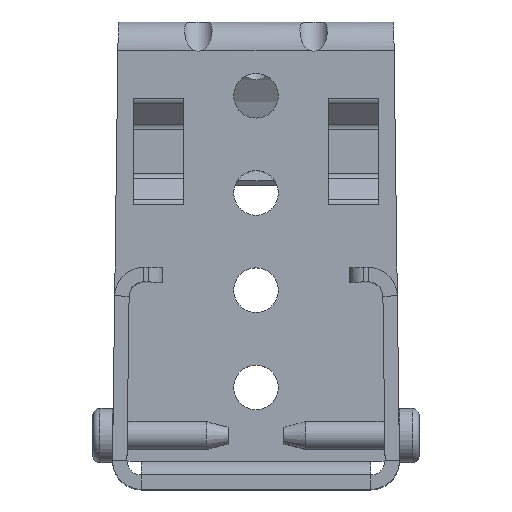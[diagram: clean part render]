
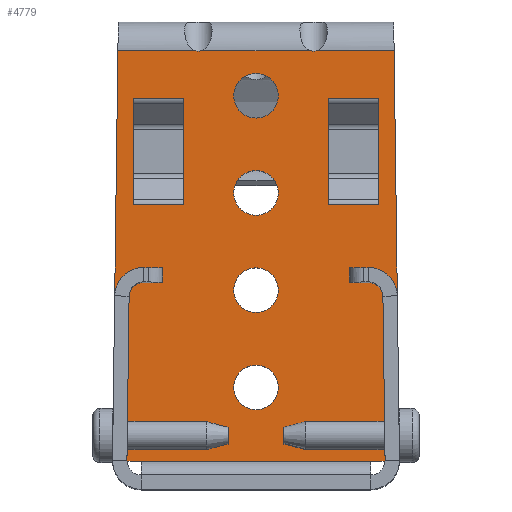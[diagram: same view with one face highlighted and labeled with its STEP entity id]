
A CAD part, top view. The second image highlights one B-rep face of the part: STEP entity #4779.
In plain terms, the highlighted face is planar.
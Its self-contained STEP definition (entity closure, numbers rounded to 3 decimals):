
#107=PLANE('',#5195);
#218=FACE_BOUND('',#758,.T.);
#219=FACE_BOUND('',#759,.T.);
#220=FACE_BOUND('',#760,.T.);
#221=FACE_BOUND('',#761,.T.);
#222=FACE_BOUND('',#762,.T.);
#223=FACE_BOUND('',#763,.T.);
#356=ELLIPSE('',#5077,2.97,2.1);
#358=ELLIPSE('',#5080,2.97,2.1);
#479=FACE_OUTER_BOUND('',#757,.T.);
#757=EDGE_LOOP('',(#3403,#3404,#3405,#3406,#3407,#3408,#3409,#3410,#3411,
#3412));
#758=EDGE_LOOP('',(#3413,#3414,#3415,#3416));
#759=EDGE_LOOP('',(#3417,#3418,#3419,#3420));
#760=EDGE_LOOP('',(#3421,#3422));
#761=EDGE_LOOP('',(#3423,#3424));
#762=EDGE_LOOP('',(#3425,#3426));
#763=EDGE_LOOP('',(#3427,#3428));
#1072=LINE('',#7619,#1444);
#1075=LINE('',#7625,#1447);
#1101=LINE('',#7700,#1473);
#1102=LINE('',#7702,#1474);
#1103=LINE('',#7704,#1475);
#1104=LINE('',#7706,#1476);
#1105=LINE('',#7708,#1477);
#1106=LINE('',#7709,#1478);
#1107=LINE('',#7712,#1479);
#1108=LINE('',#7714,#1480);
#1109=LINE('',#7716,#1481);
#1110=LINE('',#7717,#1482);
#1111=LINE('',#7720,#1483);
#1112=LINE('',#7722,#1484);
#1113=LINE('',#7724,#1485);
#1114=LINE('',#7725,#1486);
#1444=VECTOR('',#5871,1000.);
#1447=VECTOR('',#5878,1000.);
#1473=VECTOR('',#5916,1000.);
#1474=VECTOR('',#5917,1000.);
#1475=VECTOR('',#5918,1000.);
#1476=VECTOR('',#5919,1000.);
#1477=VECTOR('',#5920,1000.);
#1478=VECTOR('',#5921,1000.);
#1479=VECTOR('',#5922,1000.);
#1480=VECTOR('',#5923,1000.);
#1481=VECTOR('',#5924,1000.);
#1482=VECTOR('',#5925,1000.);
#1483=VECTOR('',#5926,1000.);
#1484=VECTOR('',#5927,1000.);
#1485=VECTOR('',#5928,1000.);
#1486=VECTOR('',#5929,1000.);
#1783=CIRCLE('',#5057,3.1);
#1784=CIRCLE('',#5058,3.1);
#1787=CIRCLE('',#5062,3.1);
#1788=CIRCLE('',#5063,3.1);
#1791=CIRCLE('',#5067,3.1);
#1792=CIRCLE('',#5068,3.1);
#1795=CIRCLE('',#5072,3.1);
#1796=CIRCLE('',#5073,3.1);
#1968=VERTEX_POINT('',#6977);
#1969=VERTEX_POINT('',#6978);
#1972=VERTEX_POINT('',#6987);
#1973=VERTEX_POINT('',#6988);
#1976=VERTEX_POINT('',#6997);
#1977=VERTEX_POINT('',#6998);
#1980=VERTEX_POINT('',#7007);
#1981=VERTEX_POINT('',#7008);
#1984=VERTEX_POINT('',#7017);
#1985=VERTEX_POINT('',#7018);
#1988=VERTEX_POINT('',#7068);
#1989=VERTEX_POINT('',#7069);
#2093=VERTEX_POINT('',#7618);
#2123=VERTEX_POINT('',#7699);
#2124=VERTEX_POINT('',#7701);
#2125=VERTEX_POINT('',#7703);
#2126=VERTEX_POINT('',#7705);
#2127=VERTEX_POINT('',#7707);
#2128=VERTEX_POINT('',#7710);
#2129=VERTEX_POINT('',#7711);
#2130=VERTEX_POINT('',#7713);
#2131=VERTEX_POINT('',#7715);
#2132=VERTEX_POINT('',#7718);
#2133=VERTEX_POINT('',#7719);
#2134=VERTEX_POINT('',#7721);
#2135=VERTEX_POINT('',#7723);
#2441=EDGE_CURVE('',#1968,#1969,#1783,.T.);
#2442=EDGE_CURVE('',#1969,#1968,#1784,.T.);
#2446=EDGE_CURVE('',#1972,#1973,#1787,.T.);
#2447=EDGE_CURVE('',#1973,#1972,#1788,.T.);
#2451=EDGE_CURVE('',#1976,#1977,#1791,.T.);
#2452=EDGE_CURVE('',#1977,#1976,#1792,.T.);
#2456=EDGE_CURVE('',#1980,#1981,#1795,.T.);
#2457=EDGE_CURVE('',#1981,#1980,#1796,.T.);
#2461=EDGE_CURVE('',#1984,#1985,#356,.T.);
#2465=EDGE_CURVE('',#1988,#1989,#358,.T.);
#2591=EDGE_CURVE('',#1985,#2093,#1072,.T.);
#2595=EDGE_CURVE('',#1988,#1984,#1075,.T.);
#2625=EDGE_CURVE('',#2123,#1989,#1101,.T.);
#2626=EDGE_CURVE('',#2124,#2123,#1102,.T.);
#2627=EDGE_CURVE('',#2124,#2125,#1103,.T.);
#2628=EDGE_CURVE('',#2125,#2126,#1104,.T.);
#2629=EDGE_CURVE('',#2126,#2127,#1105,.T.);
#2630=EDGE_CURVE('',#2093,#2127,#1106,.T.);
#2631=EDGE_CURVE('',#2128,#2129,#1107,.T.);
#2632=EDGE_CURVE('',#2128,#2130,#1108,.T.);
#2633=EDGE_CURVE('',#2131,#2130,#1109,.T.);
#2634=EDGE_CURVE('',#2131,#2129,#1110,.T.);
#2635=EDGE_CURVE('',#2132,#2133,#1111,.T.);
#2636=EDGE_CURVE('',#2133,#2134,#1112,.T.);
#2637=EDGE_CURVE('',#2134,#2135,#1113,.T.);
#2638=EDGE_CURVE('',#2135,#2132,#1114,.T.);
#3403=ORIENTED_EDGE('',*,*,#2461,.F.);
#3404=ORIENTED_EDGE('',*,*,#2595,.F.);
#3405=ORIENTED_EDGE('',*,*,#2465,.T.);
#3406=ORIENTED_EDGE('',*,*,#2625,.F.);
#3407=ORIENTED_EDGE('',*,*,#2626,.F.);
#3408=ORIENTED_EDGE('',*,*,#2627,.T.);
#3409=ORIENTED_EDGE('',*,*,#2628,.T.);
#3410=ORIENTED_EDGE('',*,*,#2629,.T.);
#3411=ORIENTED_EDGE('',*,*,#2630,.F.);
#3412=ORIENTED_EDGE('',*,*,#2591,.F.);
#3413=ORIENTED_EDGE('',*,*,#2631,.F.);
#3414=ORIENTED_EDGE('',*,*,#2632,.T.);
#3415=ORIENTED_EDGE('',*,*,#2633,.F.);
#3416=ORIENTED_EDGE('',*,*,#2634,.T.);
#3417=ORIENTED_EDGE('',*,*,#2635,.T.);
#3418=ORIENTED_EDGE('',*,*,#2636,.T.);
#3419=ORIENTED_EDGE('',*,*,#2637,.T.);
#3420=ORIENTED_EDGE('',*,*,#2638,.T.);
#3421=ORIENTED_EDGE('',*,*,#2441,.T.);
#3422=ORIENTED_EDGE('',*,*,#2442,.T.);
#3423=ORIENTED_EDGE('',*,*,#2446,.T.);
#3424=ORIENTED_EDGE('',*,*,#2447,.T.);
#3425=ORIENTED_EDGE('',*,*,#2451,.T.);
#3426=ORIENTED_EDGE('',*,*,#2452,.T.);
#3427=ORIENTED_EDGE('',*,*,#2456,.T.);
#3428=ORIENTED_EDGE('',*,*,#2457,.T.);
#4779=ADVANCED_FACE('',(#479,#218,#219,#220,#221,#222,#223),#107,.F.);
#5057=AXIS2_PLACEMENT_3D('',#6979,#5576,#5577);
#5058=AXIS2_PLACEMENT_3D('',#6980,#5578,#5579);
#5062=AXIS2_PLACEMENT_3D('',#6989,#5587,#5588);
#5063=AXIS2_PLACEMENT_3D('',#6990,#5589,#5590);
#5067=AXIS2_PLACEMENT_3D('',#6999,#5598,#5599);
#5068=AXIS2_PLACEMENT_3D('',#7000,#5600,#5601);
#5072=AXIS2_PLACEMENT_3D('',#7009,#5609,#5610);
#5073=AXIS2_PLACEMENT_3D('',#7010,#5611,#5612);
#5077=AXIS2_PLACEMENT_3D('',#7019,#5620,#5621);
#5080=AXIS2_PLACEMENT_3D('',#7070,#5626,#5627);
#5195=AXIS2_PLACEMENT_3D('',#7698,#5914,#5915);
#5576=DIRECTION('center_axis',(-1.,0.,0.));
#5577=DIRECTION('ref_axis',(0.,0.,1.));
#5578=DIRECTION('center_axis',(-1.,0.,0.));
#5579=DIRECTION('ref_axis',(0.,0.,1.));
#5587=DIRECTION('center_axis',(-1.,0.,0.));
#5588=DIRECTION('ref_axis',(0.,0.,1.));
#5589=DIRECTION('center_axis',(-1.,0.,0.));
#5590=DIRECTION('ref_axis',(0.,0.,1.));
#5598=DIRECTION('center_axis',(-1.,0.,0.));
#5599=DIRECTION('ref_axis',(0.,0.,1.));
#5600=DIRECTION('center_axis',(-1.,0.,0.));
#5601=DIRECTION('ref_axis',(0.,0.,1.));
#5609=DIRECTION('center_axis',(-1.,0.,0.));
#5610=DIRECTION('ref_axis',(0.,0.,1.));
#5611=DIRECTION('center_axis',(-1.,0.,0.));
#5612=DIRECTION('ref_axis',(0.,0.,1.));
#5620=DIRECTION('center_axis',(1.,0.,0.));
#5621=DIRECTION('ref_axis',(0.,1.,0.));
#5626=DIRECTION('center_axis',(-1.,0.,0.));
#5627=DIRECTION('ref_axis',(0.,1.,0.));
#5871=DIRECTION('',(0.,0.,-1.));
#5878=DIRECTION('',(0.,0.,-1.));
#5914=DIRECTION('center_axis',(-1.,0.,0.));
#5915=DIRECTION('ref_axis',(0.,0.,1.));
#5916=DIRECTION('',(0.,0.,-1.));
#5917=DIRECTION('',(0.,1.,-0.013));
#5918=DIRECTION('',(0.,0.,-1.));
#5919=DIRECTION('',(0.,0.,-1.));
#5920=DIRECTION('',(0.,0.,-1.));
#5921=DIRECTION('',(0.,-1.,-0.013));
#5922=DIRECTION('',(0.,1.,0.));
#5923=DIRECTION('',(0.,0.,1.));
#5924=DIRECTION('',(0.,-1.,0.));
#5925=DIRECTION('',(0.,0.,-1.));
#5926=DIRECTION('',(0.,0.,1.));
#5927=DIRECTION('',(0.,1.,0.));
#5928=DIRECTION('',(0.,0.,-1.));
#5929=DIRECTION('',(0.,-1.,0.));
#6977=CARTESIAN_POINT('',(2.,54.75,3.1));
#6978=CARTESIAN_POINT('',(2.,54.75,-3.1));
#6979=CARTESIAN_POINT('Origin',(2.,54.75,0.));
#6980=CARTESIAN_POINT('Origin',(2.,54.75,0.));
#6987=CARTESIAN_POINT('',(2.,14.25,3.1));
#6988=CARTESIAN_POINT('',(2.,14.25,-3.1));
#6989=CARTESIAN_POINT('Origin',(2.,14.25,0.));
#6990=CARTESIAN_POINT('Origin',(2.,14.25,0.));
#6997=CARTESIAN_POINT('',(2.,27.75,3.1));
#6998=CARTESIAN_POINT('',(2.,27.75,-3.1));
#6999=CARTESIAN_POINT('Origin',(2.,27.75,0.));
#7000=CARTESIAN_POINT('Origin',(2.,27.75,0.));
#7007=CARTESIAN_POINT('',(2.,41.25,3.1));
#7008=CARTESIAN_POINT('',(2.,41.25,-3.1));
#7009=CARTESIAN_POINT('Origin',(2.,41.25,0.));
#7010=CARTESIAN_POINT('Origin',(2.,41.25,0.));
#7017=CARTESIAN_POINT('',(2.,61.,-7.656));
#7018=CARTESIAN_POINT('',(2.,61.,-8.344));
#7019=CARTESIAN_POINT('Origin',(2.,63.93,-8.));
#7068=CARTESIAN_POINT('',(2.,61.,7.656));
#7069=CARTESIAN_POINT('',(2.,61.,8.344));
#7070=CARTESIAN_POINT('Origin',(2.,63.93,8.));
#7618=CARTESIAN_POINT('',(2.,61.,-19.178));
#7619=CARTESIAN_POINT('',(2.,61.,19.95));
#7625=CARTESIAN_POINT('',(2.,61.,19.95));
#7698=CARTESIAN_POINT('Origin',(2.,0.,19.95));
#7699=CARTESIAN_POINT('',(2.,61.,19.178));
#7700=CARTESIAN_POINT('',(2.,61.,19.95));
#7701=CARTESIAN_POINT('',(2.,4.,19.924));
#7702=CARTESIAN_POINT('',(2.,4.,19.924));
#7703=CARTESIAN_POINT('',(2.,4.,15.923));
#7704=CARTESIAN_POINT('',(2.,4.,19.95));
#7705=CARTESIAN_POINT('',(2.,4.,-15.923));
#7706=CARTESIAN_POINT('',(2.,4.,19.95));
#7707=CARTESIAN_POINT('',(2.,4.,-19.924));
#7708=CARTESIAN_POINT('',(2.,4.,19.95));
#7709=CARTESIAN_POINT('',(2.,61.,-19.178));
#7710=CARTESIAN_POINT('',(2.,39.613,10.));
#7711=CARTESIAN_POINT('',(2.,54.387,10.));
#7712=CARTESIAN_POINT('',(2.,54.,10.));
#7713=CARTESIAN_POINT('',(2.,39.613,17.));
#7714=CARTESIAN_POINT('',(2.,39.613,19.95));
#7715=CARTESIAN_POINT('',(2.,54.387,17.));
#7716=CARTESIAN_POINT('',(2.,54.,17.));
#7717=CARTESIAN_POINT('',(2.,54.387,19.95));
#7718=CARTESIAN_POINT('',(2.,39.613,-17.));
#7719=CARTESIAN_POINT('',(2.,39.613,-10.));
#7720=CARTESIAN_POINT('',(2.,39.613,-10.));
#7721=CARTESIAN_POINT('',(2.,54.387,-10.));
#7722=CARTESIAN_POINT('',(2.,54.,-10.));
#7723=CARTESIAN_POINT('',(2.,54.387,-17.));
#7724=CARTESIAN_POINT('',(2.,54.387,-17.));
#7725=CARTESIAN_POINT('',(2.,54.,-17.));
